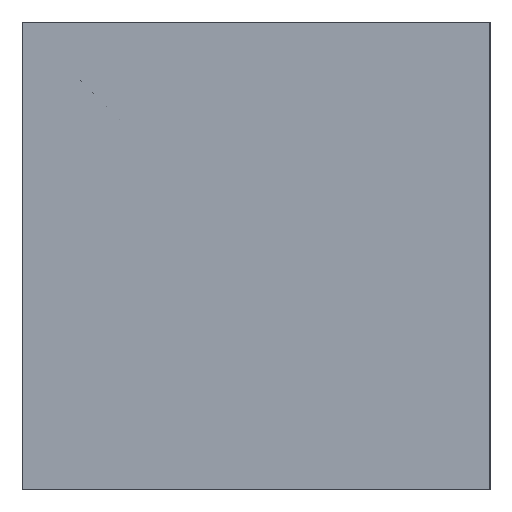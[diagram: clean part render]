
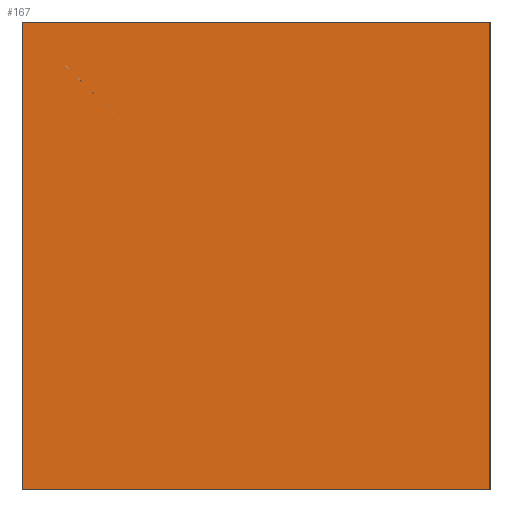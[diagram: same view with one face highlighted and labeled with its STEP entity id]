
A CAD part, left-side view. The second image highlights one B-rep face of the part: STEP entity #167.
In plain terms, the highlighted planar face has unit normal (-1, 0, 0).
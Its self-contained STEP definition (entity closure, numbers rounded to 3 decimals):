
#37=ORIENTED_EDGE('',*,*,#72,.F.);
#38=ORIENTED_EDGE('',*,*,#71,.F.);
#39=ORIENTED_EDGE('',*,*,#73,.T.);
#40=ORIENTED_EDGE('',*,*,#74,.T.);
#71=EDGE_CURVE('',#88,#87,#103,.T.);
#72=EDGE_CURVE('',#87,#89,#104,.T.);
#73=EDGE_CURVE('',#88,#90,#105,.T.);
#74=EDGE_CURVE('',#90,#89,#106,.T.);
#87=VERTEX_POINT('',#266);
#88=VERTEX_POINT('',#268);
#89=VERTEX_POINT('',#272);
#90=VERTEX_POINT('',#274);
#103=LINE('',#269,#115);
#104=LINE('',#271,#116);
#105=LINE('',#273,#117);
#106=LINE('',#275,#118);
#115=VECTOR('',#218,1000.);
#116=VECTOR('',#221,1000.);
#117=VECTOR('',#222,1000.);
#118=VECTOR('',#223,1000.);
#123=EDGE_LOOP('',(#37,#38,#39,#40));
#141=FACE_BOUND('',#123,.T.);
#159=PLANE('',#191);
#167=ADVANCED_FACE('',(#141),#159,.T.);
#191=AXIS2_PLACEMENT_3D('',#270,#219,#220);
#218=DIRECTION('',(0.,0.,-1.));
#219=DIRECTION('',(-1.,0.,0.));
#220=DIRECTION('',(0.,0.,1.));
#221=DIRECTION('',(0.,1.,0.));
#222=DIRECTION('',(0.,1.,0.));
#223=DIRECTION('',(0.,0.,-1.));
#266=CARTESIAN_POINT('',(-30.,-20.,0.));
#268=CARTESIAN_POINT('',(-30.,-20.,40.));
#269=CARTESIAN_POINT('',(-30.,-20.,40.));
#270=CARTESIAN_POINT('',(-30.,-20.,40.));
#271=CARTESIAN_POINT('',(-30.,-20.,0.));
#272=CARTESIAN_POINT('',(-30.,20.,0.));
#273=CARTESIAN_POINT('',(-30.,-20.,40.));
#274=CARTESIAN_POINT('',(-30.,20.,40.));
#275=CARTESIAN_POINT('',(-30.,20.,40.));
